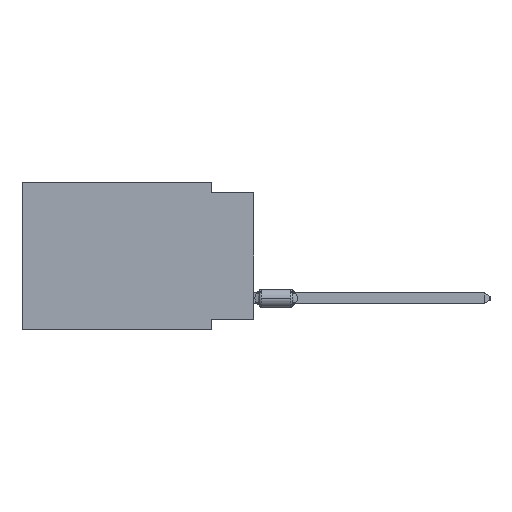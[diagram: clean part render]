
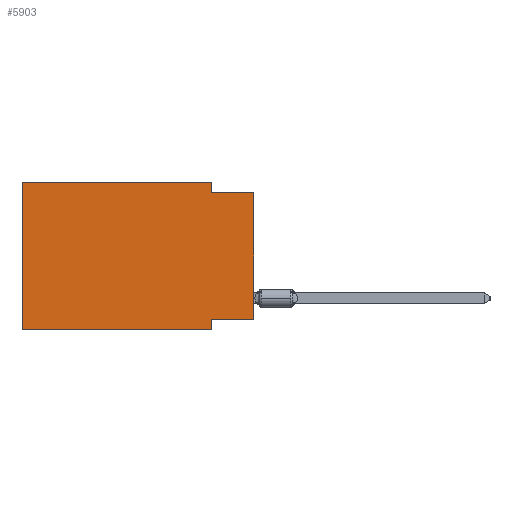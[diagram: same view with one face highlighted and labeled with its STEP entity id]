
A CAD part, left-side view. The second image highlights one B-rep face of the part: STEP entity #5903.
In plain terms, the highlighted planar face has unit normal (-1, 0, 0).
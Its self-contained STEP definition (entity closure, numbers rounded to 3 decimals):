
#334 = CARTESIAN_POINT ( 'NONE',  ( 0., 2.54, -8.89 ) ) ;
#1011 = DIRECTION ( 'NONE',  ( 1., 0., 0. ) ) ;
#1627 = ORIENTED_EDGE ( 'NONE', *, *, #15895, .T. ) ;
#1774 = LINE ( 'NONE', #35742, #7241 ) ;
#1894 = CARTESIAN_POINT ( 'NONE',  ( 0., 2.54, -8.89 ) ) ;
#3112 = VECTOR ( 'NONE', #38461, 1000. ) ;
#3454 = DIRECTION ( 'NONE',  ( 0., -1., 0. ) ) ;
#3797 = DIRECTION ( 'NONE',  ( 0., 0., -1. ) ) ;
#4710 = LINE ( 'NONE', #16961, #6577 ) ;
#5298 = DIRECTION ( 'NONE',  ( 0., 0., -1. ) ) ;
#5903 = ADVANCED_FACE ( 'NONE', ( #34364 ), #37959, .F. ) ;
#6179 = VECTOR ( 'NONE', #19327, 1000. ) ;
#6298 = EDGE_CURVE ( 'NONE', #17894, #14447, #4710, .T. ) ;
#6577 = VECTOR ( 'NONE', #19746, 1000. ) ;
#6836 = CARTESIAN_POINT ( 'NONE',  ( 0., 13.97, 0. ) ) ;
#7102 = CARTESIAN_POINT ( 'NONE',  ( 0., 0., 0. ) ) ;
#7241 = VECTOR ( 'NONE', #25876, 1000. ) ;
#10776 = ORIENTED_EDGE ( 'NONE', *, *, #36906, .T. ) ;
#12699 = EDGE_CURVE ( 'NONE', #31812, #14974, #22984, .T. ) ;
#13326 = CARTESIAN_POINT ( 'NONE',  ( 0., 13.97, 0. ) ) ;
#13857 = EDGE_CURVE ( 'NONE', #33593, #31812, #22961, .T. ) ;
#13943 = CARTESIAN_POINT ( 'NONE',  ( 0., 13.97, 0. ) ) ;
#14447 = VERTEX_POINT ( 'NONE', #26735 ) ;
#14956 = CARTESIAN_POINT ( 'NONE',  ( 0., 2.54, 0. ) ) ;
#14974 = VERTEX_POINT ( 'NONE', #30646 ) ;
#15895 = EDGE_CURVE ( 'NONE', #33593, #35141, #37798, .T. ) ;
#16822 = EDGE_CURVE ( 'NONE', #19372, #35141, #20354, .T. ) ;
#16961 = CARTESIAN_POINT ( 'NONE',  ( 0., 0., -0.635 ) ) ;
#17072 = ORIENTED_EDGE ( 'NONE', *, *, #12699, .F. ) ;
#17218 = ORIENTED_EDGE ( 'NONE', *, *, #17335, .F. ) ;
#17335 = EDGE_CURVE ( 'NONE', #14974, #17894, #30251, .T. ) ;
#17876 = CARTESIAN_POINT ( 'NONE',  ( 0., 13.97, -8.89 ) ) ;
#17894 = VERTEX_POINT ( 'NONE', #26738 ) ;
#18367 = DIRECTION ( 'NONE',  ( 0., 0., -1. ) ) ;
#18693 = CARTESIAN_POINT ( 'NONE',  ( 0., 13.97, -8.89 ) ) ;
#19327 = DIRECTION ( 'NONE',  ( 0., 0., 1. ) ) ;
#19372 = VERTEX_POINT ( 'NONE', #38103 ) ;
#19746 = DIRECTION ( 'NONE',  ( 0., -1., 0. ) ) ;
#20354 = LINE ( 'NONE', #1894, #38739 ) ;
#22961 = LINE ( 'NONE', #13326, #33344 ) ;
#22984 = LINE ( 'NONE', #13943, #3112 ) ;
#24201 = LINE ( 'NONE', #7102, #6179 ) ;
#25865 = VERTEX_POINT ( 'NONE', #26433 ) ;
#25876 = DIRECTION ( 'NONE',  ( 0., 1., 0. ) ) ;
#25909 = ORIENTED_EDGE ( 'NONE', *, *, #6298, .F. ) ;
#26433 = CARTESIAN_POINT ( 'NONE',  ( 0., 0., -8.255 ) ) ;
#26735 = CARTESIAN_POINT ( 'NONE',  ( 0., 0., -0.635 ) ) ;
#26738 = CARTESIAN_POINT ( 'NONE',  ( 0., 2.54, -0.635 ) ) ;
#28612 = DIRECTION ( 'NONE',  ( 0., 0., 1. ) ) ;
#28926 = EDGE_LOOP ( 'NONE', ( #10776, #25909, #17218, #17072, #38986, #1627, #34164, #29182 ) ) ;
#29182 = ORIENTED_EDGE ( 'NONE', *, *, #39752, .F. ) ;
#30251 = LINE ( 'NONE', #14956, #31413 ) ;
#30299 = AXIS2_PLACEMENT_3D ( 'NONE', #6836, #1011, #3797 ) ;
#30646 = CARTESIAN_POINT ( 'NONE',  ( 0., 2.54, 0. ) ) ;
#31413 = VECTOR ( 'NONE', #18367, 1000. ) ;
#31812 = VERTEX_POINT ( 'NONE', #38452 ) ;
#33344 = VECTOR ( 'NONE', #28612, 1000. ) ;
#33593 = VERTEX_POINT ( 'NONE', #17876 ) ;
#34164 = ORIENTED_EDGE ( 'NONE', *, *, #16822, .F. ) ;
#34364 = FACE_OUTER_BOUND ( 'NONE', #28926, .T. ) ;
#35141 = VERTEX_POINT ( 'NONE', #334 ) ;
#35742 = CARTESIAN_POINT ( 'NONE',  ( 0., 0., -8.255 ) ) ;
#36906 = EDGE_CURVE ( 'NONE', #25865, #14447, #24201, .T. ) ;
#37798 = LINE ( 'NONE', #18693, #38138 ) ;
#37959 = PLANE ( 'NONE',  #30299 ) ;
#38103 = CARTESIAN_POINT ( 'NONE',  ( 0., 2.54, -8.255 ) ) ;
#38138 = VECTOR ( 'NONE', #3454, 1000. ) ;
#38452 = CARTESIAN_POINT ( 'NONE',  ( 0., 13.97, 0. ) ) ;
#38461 = DIRECTION ( 'NONE',  ( 0., -1., 0. ) ) ;
#38739 = VECTOR ( 'NONE', #5298, 1000. ) ;
#38986 = ORIENTED_EDGE ( 'NONE', *, *, #13857, .F. ) ;
#39752 = EDGE_CURVE ( 'NONE', #25865, #19372, #1774, .T. ) ;
